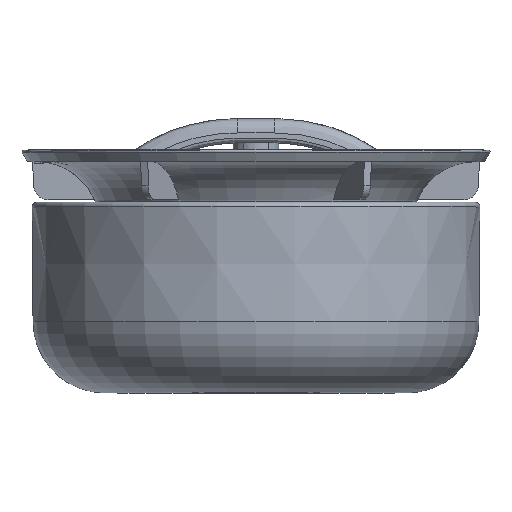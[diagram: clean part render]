
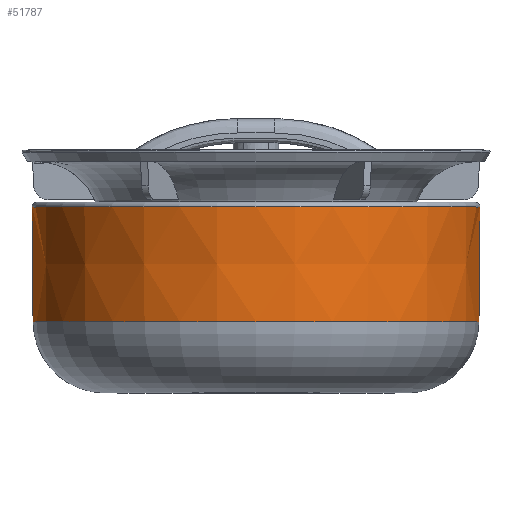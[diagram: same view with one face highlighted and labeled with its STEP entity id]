
A CAD part, top view. The second image highlights one B-rep face of the part: STEP entity #51787.
In plain terms, the highlighted conical face has half-angle 0.5 degrees and reference radius 46.886 mm.
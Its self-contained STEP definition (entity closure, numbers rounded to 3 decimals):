
#39047=CARTESIAN_POINT('',(0.,-1.509,0.));
#39048=DIRECTION('',(0.,1.,0.));
#39049=DIRECTION('',(-1.,0.,0.));
#39050=AXIS2_PLACEMENT_3D('',#39047,#39048,#39049);
#39055=CARTESIAN_POINT('',(0.,-25.631,0.));
#39056=DIRECTION('',(0.,-1.,0.));
#39057=DIRECTION('',(1.,0.,0.));
#39058=AXIS2_PLACEMENT_3D('',#39055,#39056,#39057);
#39087=DIRECTION('',(-0.009,1.,0.));
#39088=VECTOR('',#39087,24.123);
#39089=CARTESIAN_POINT('',(-46.781,-25.631,0.));
#39090=LINE('493',#39089,#39088);
#39102=DIRECTION('',(0.009,1.,0.));
#39103=VECTOR('',#39102,24.123);
#39104=CARTESIAN_POINT('',(46.781,-25.631,0.));
#39105=LINE('492',#39104,#39103);
#44041=CARTESIAN_POINT('',(-46.781,-25.631,
0.));
#44042=CARTESIAN_POINT('',(46.781,-25.631,0.));
#44043=VERTEX_POINT('',#44041);
#44044=VERTEX_POINT('',#44042);
#44049=CARTESIAN_POINT('',(-46.991,-1.509,0.));
#44050=CARTESIAN_POINT('',(46.991,-1.509,0.));
#44051=VERTEX_POINT('',#44049);
#44052=VERTEX_POINT('',#44050);
#51773=CARTESIAN_POINT('',(0.,-13.57,0.));
#51774=DIRECTION('',(0.,1.,0.));
#51775=DIRECTION('',(1.,0.,0.));
#51776=AXIS2_PLACEMENT_3D('',#51773,#51774,#51775);
#51777=CONICAL_SURFACE('209',#51776,46.886,0.5);
#51779=ORIENTED_EDGE('486',*,*,#51778,.T.);
#51781=ORIENTED_EDGE('492',*,*,#51780,.F.);
#51782=ORIENTED_EDGE('456',*,*,#51767,.T.);
#51784=ORIENTED_EDGE('493',*,*,#51783,.T.);
#51785=EDGE_LOOP('209',(#51779,#51781,#51782,#51784));
#51786=FACE_OUTER_BOUND('209',#51785,.F.);
#51787=ADVANCED_FACE('209',(#51786),#51777,.T.);
#39051=CIRCLE('486',#39050,46.991);
#39059=CIRCLE('456',#39058,46.781);
#51767=EDGE_CURVE('456',#44044,#44043,#39059,.T.);
#51778=EDGE_CURVE('486',#44051,#44052,#39051,.T.);
#51780=EDGE_CURVE('492',#44044,#44052,#39105,.T.);
#51783=EDGE_CURVE('493',#44043,#44051,#39090,.T.);
